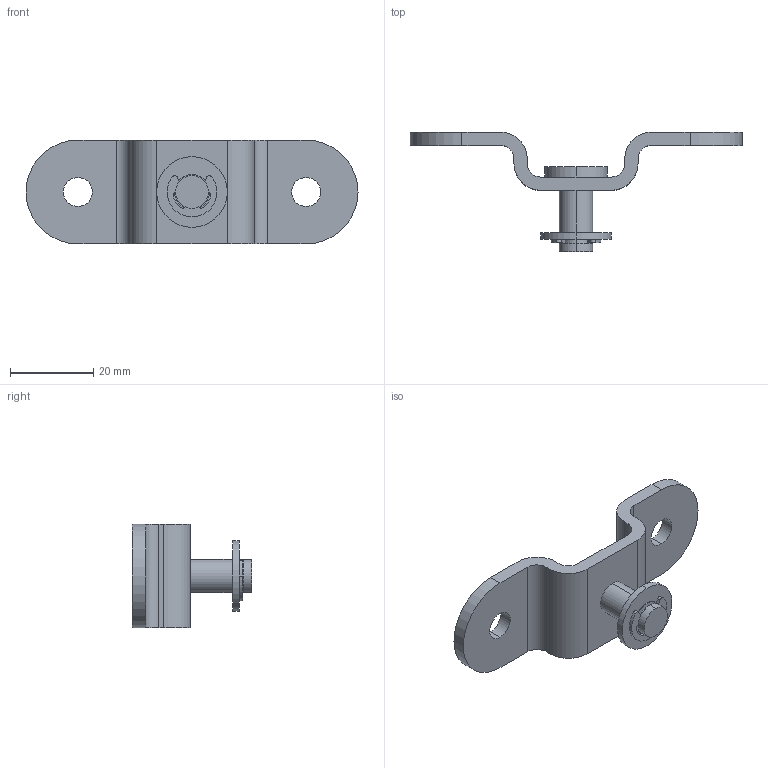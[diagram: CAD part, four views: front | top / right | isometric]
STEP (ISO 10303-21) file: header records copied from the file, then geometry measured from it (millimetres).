
FILE_DESCRIPTION (( 'STEP AP203' ), '1' );
FILE_NAME ('939274.STEP', '2016-11-02T02:15:24', ( 'DEF' ), ( 'Microsoft' ), 'SwSTEP 2.0', 'SolidWorks 2013', '' );
FILE_SCHEMA (( 'CONFIG_CONTROL_DESIGN' ));
Length unit declared in the file: millimetre
Products named in the file (4): 939274-1rev0; 939271-2rev0; B2804佱E宆佲_6; 939274
Assembly tree (3 placements, depth 2):
  939274
    939274-1rev0
    939271-2rev0
    B2804佱E宆佲_6
Bounding box: 80 x 28.8 x 25 mm (x, y, z)
Volume: 8270.4 mm3; surface area: 6215.1 mm2
Topology: 3 solids, 3 shells, 67 faces, 171 edges, 114 vertices
Faces by surface type: cylinder 41, plane 26
Entity records: 2493 total; most frequent: DIRECTION 399, CARTESIAN_POINT 358, ORIENTED_EDGE 342, EDGE_CURVE 171, AXIS2_PLACEMENT_3D 155, VERTEX_POINT 114, LINE 89, VECTOR 89
